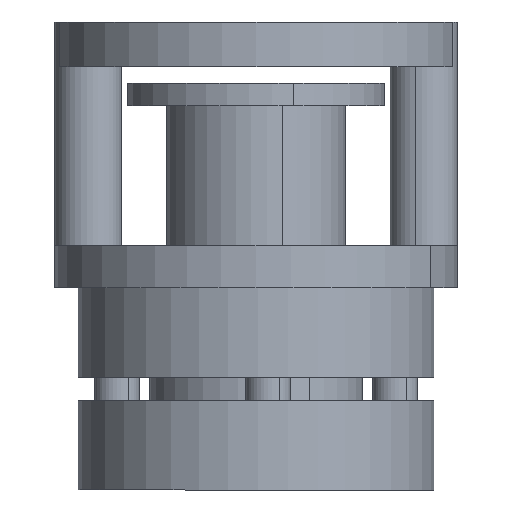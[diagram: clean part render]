
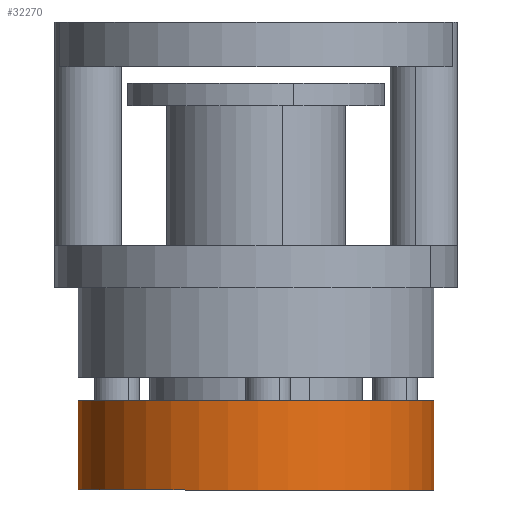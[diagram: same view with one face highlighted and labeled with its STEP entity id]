
A CAD part, front view. The second image highlights one B-rep face of the part: STEP entity #32270.
In plain terms, the highlighted cylindrical face has radius 25.273 mm (diameter 50.546 mm), a partial arc.
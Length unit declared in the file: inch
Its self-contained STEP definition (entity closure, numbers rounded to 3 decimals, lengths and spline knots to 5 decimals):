
#321 = ORIENTED_EDGE ( 'NONE', *, *, #1395, .T. ) ;
#1388 = DIRECTION ( 'NONE',  ( 0., 0., 1. ) ) ;
#1395 = EDGE_CURVE ( 'NONE', #12312, #38794, #31188, .T. ) ;
#1414 = DIRECTION ( 'NONE',  ( 1., 0., 0. ) ) ;
#2950 = VERTEX_POINT ( 'NONE', #37894 ) ;
#4789 = ORIENTED_EDGE ( 'NONE', *, *, #19501, .F. ) ;
#5709 = VECTOR ( 'NONE', #34773, 39.37008 ) ;
#5885 = EDGE_CURVE ( 'NONE', #38794, #2950, #26385, .T. ) ;
#8020 = VERTEX_POINT ( 'NONE', #37635 ) ;
#11881 = CARTESIAN_POINT ( 'NONE',  ( 0., 0., -0.5 ) ) ;
#12003 = CARTESIAN_POINT ( 'NONE',  ( 0., 0., 0. ) ) ;
#12153 = DIRECTION ( 'NONE',  ( 1., 0., 0. ) ) ;
#12202 = DIRECTION ( 'NONE',  ( 1., 0., 0. ) ) ;
#12312 = VERTEX_POINT ( 'NONE', #41844 ) ;
#14661 = EDGE_CURVE ( 'NONE', #2950, #8020, #36121, .T. ) ;
#16379 = CARTESIAN_POINT ( 'NONE',  ( 0.965, 0.24249, -0.5 ) ) ;
#19501 = EDGE_CURVE ( 'NONE', #12312, #8020, #25588, .T. ) ;
#22350 = AXIS2_PLACEMENT_3D ( 'NONE', #11881, #37546, #12202 ) ;
#25588 = CIRCLE ( 'NONE', #26619, 0.995 ) ;
#26284 = EDGE_LOOP ( 'NONE', ( #4789, #321, #35332, #39793 ) ) ;
#26385 = CIRCLE ( 'NONE', #39955, 0.995 ) ;
#26619 = AXIS2_PLACEMENT_3D ( 'NONE', #12003, #1388, #12153 ) ;
#31188 = LINE ( 'NONE', #16379, #43774 ) ;
#32270 = ADVANCED_FACE ( 'NONE', ( #43634 ), #42476, .T. ) ;
#34305 = DIRECTION ( 'NONE',  ( 0., 0., 1. ) ) ;
#34773 = DIRECTION ( 'NONE',  ( 0., 0., 1. ) ) ;
#35084 = CARTESIAN_POINT ( 'NONE',  ( 0.965, -0.24249, -0.5 ) ) ;
#35332 = ORIENTED_EDGE ( 'NONE', *, *, #5885, .T. ) ;
#36121 = LINE ( 'NONE', #35084, #5709 ) ;
#37546 = DIRECTION ( 'NONE',  ( 0., 0., 1. ) ) ;
#37635 = CARTESIAN_POINT ( 'NONE',  ( 0.965, -0.24249, 0. ) ) ;
#37894 = CARTESIAN_POINT ( 'NONE',  ( 0.965, -0.24249, -0.5 ) ) ;
#38339 = DIRECTION ( 'NONE',  ( 0., 0., -1. ) ) ;
#38794 = VERTEX_POINT ( 'NONE', #40740 ) ;
#39793 = ORIENTED_EDGE ( 'NONE', *, *, #14661, .T. ) ;
#39955 = AXIS2_PLACEMENT_3D ( 'NONE', #41817, #34305, #1414 ) ;
#40740 = CARTESIAN_POINT ( 'NONE',  ( 0.965, 0.24249, -0.5 ) ) ;
#41817 = CARTESIAN_POINT ( 'NONE',  ( 0., 0., -0.5 ) ) ;
#41844 = CARTESIAN_POINT ( 'NONE',  ( 0.965, 0.24249, 0. ) ) ;
#42476 = CYLINDRICAL_SURFACE ( 'NONE', #22350, 0.995 ) ;
#43634 = FACE_OUTER_BOUND ( 'NONE', #26284, .T. ) ;
#43774 = VECTOR ( 'NONE', #38339, 39.37008 ) ;
